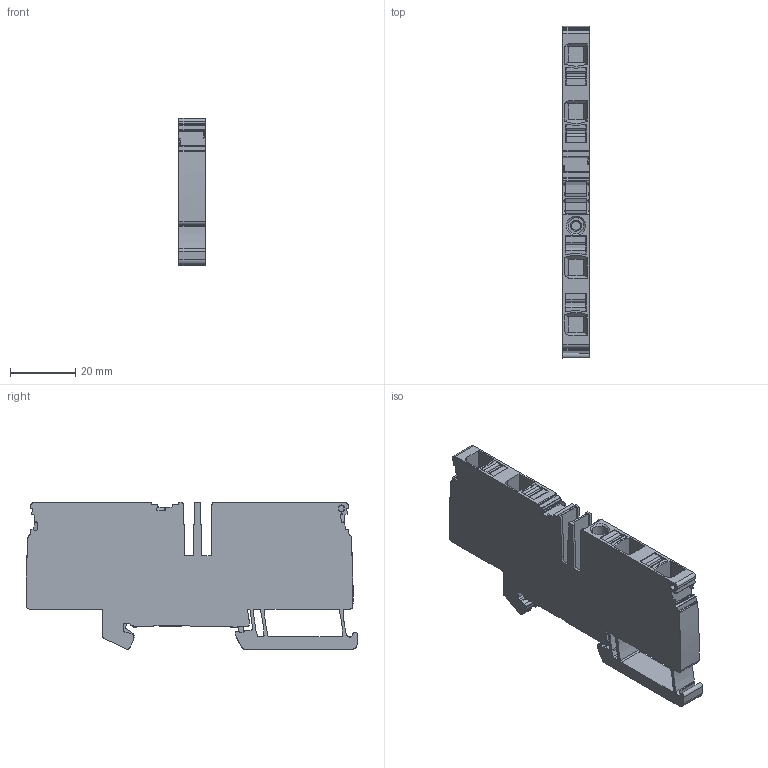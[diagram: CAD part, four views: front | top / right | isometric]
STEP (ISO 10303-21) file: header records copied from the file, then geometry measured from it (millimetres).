
FILE_DESCRIPTION(('CATIA V5 STEP Exchange','CAx-IF Rec.Pracs.--- Model Styling and Organization---1.5--- 2016-08-15','CAx-IF Rec.Pracs.---Supplemental Geometry---1.0---2011-11-01','CAx-IF Rec.Pracs.--- Composite Materials ---1.1---2010-07-15'),'2;1');
FILE_NAME ('1450739-5_1', '2024-05-29T05:56:34+00:00', ('none'), ('Weidmueller'), 'CATIA Version 5-6 Release 2022 SP4 HF5', 'CATIA V5 STEP AP214 v3', 'none');
FILE_SCHEMA(('AUTOMOTIVE_DESIGN { 1 0 10303 214 1 1 1 1 }'));
Length unit declared in the file: millimetre
Products named in the file (1): 2881490000
Bounding box: 8.1 x 101.77 x 45.15 mm (x, y, z)
Volume: 24955.9 mm3; surface area: 15350.8 mm2
Topology: 1 solids, 3 shells, 936 faces, 2693 edges, 1774 vertices
Faces by surface type: plane 421, cylinder 378, extrusion 116, cone 11, bspline 6, torus 4
Entity records: 31783 total; most frequent: CARTESIAN_POINT 8396, ORIENTED_EDGE 5380, DIRECTION 3767, EDGE_CURVE 2690, VECTOR 1819, VERTEX_POINT 1774, LINE 1703, AXIS2_PLACEMENT_3D 1293
